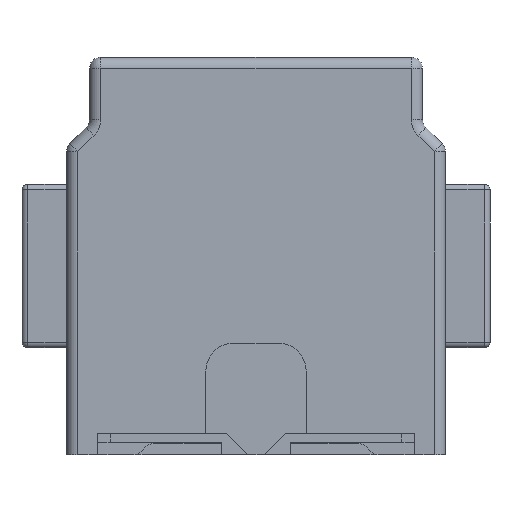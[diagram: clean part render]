
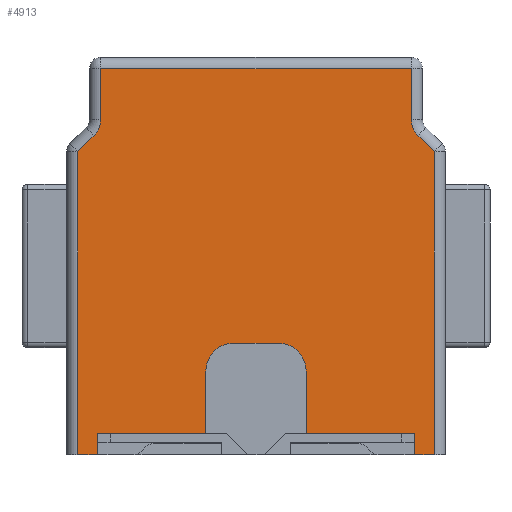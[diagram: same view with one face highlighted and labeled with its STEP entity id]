
A CAD part, left-side view. The second image highlights one B-rep face of the part: STEP entity #4913.
In plain terms, the highlighted planar face has unit normal (-1, 0, 0).
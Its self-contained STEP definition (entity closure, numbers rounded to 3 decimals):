
#263=PLANE('',#5405);
#549=FACE_OUTER_BOUND('',#839,.T.);
#839=EDGE_LOOP('',(#4455,#4456,#4457,#4458,#4459,#4460,#4461,#4462,#4463,
#4464,#4465,#4466,#4467,#4468,#4469,#4470,#4471,#4472,#4473,#4474));
#855=LINE('',#6902,#1343);
#865=LINE('',#6927,#1353);
#952=LINE('',#7217,#1440);
#958=LINE('',#7231,#1446);
#962=LINE('',#7238,#1450);
#968=LINE('',#7250,#1456);
#973=LINE('',#7261,#1461);
#1031=LINE('',#7382,#1519);
#1312=LINE('',#8266,#1800);
#1315=LINE('',#8296,#1803);
#1317=LINE('',#8314,#1805);
#1321=LINE('',#8326,#1809);
#1322=LINE('',#8328,#1810);
#1326=LINE('',#8336,#1814);
#1333=LINE('',#8347,#1821);
#1336=LINE('',#8352,#1824);
#1343=VECTOR('',#5431,1.12);
#1353=VECTOR('',#5451,1.12);
#1440=VECTOR('',#5754,1.95);
#1446=VECTOR('',#5764,0.38);
#1450=VECTOR('',#5770,1.95);
#1456=VECTOR('',#5780,0.38);
#1461=VECTOR('',#5789,0.35);
#1519=VECTOR('',#5881,0.35);
#1800=VECTOR('',#6742,0.414);
#1803=VECTOR('',#6785,5.58);
#1805=VECTOR('',#6809,0.917);
#1809=VECTOR('',#6825,0.414);
#1810=VECTOR('',#6828,5.437);
#1814=VECTOR('',#6840,0.917);
#1821=VECTOR('',#6855,5.437);
#1824=VECTOR('',#6862,0.8);
#1828=CIRCLE('',#4929,0.5);
#1830=CIRCLE('',#4934,0.5);
#2007=CIRCLE('',#5355,0.4);
#2026=CIRCLE('',#5386,0.4);
#2033=VERTEX_POINT('',#6892);
#2034=VERTEX_POINT('',#6894);
#2036=VERTEX_POINT('',#6900);
#2044=VERTEX_POINT('',#6920);
#2045=VERTEX_POINT('',#6922);
#2046=VERTEX_POINT('',#6926);
#2141=VERTEX_POINT('',#7215);
#2146=VERTEX_POINT('',#7229);
#2147=VERTEX_POINT('',#7230);
#2153=VERTEX_POINT('',#7249);
#2157=VERTEX_POINT('',#7259);
#2203=VERTEX_POINT('',#7381);
#2429=VERTEX_POINT('',#8244);
#2435=VERTEX_POINT('',#8259);
#2436=VERTEX_POINT('',#8261);
#2438=VERTEX_POINT('',#8274);
#2443=VERTEX_POINT('',#8289);
#2447=VERTEX_POINT('',#8308);
#2448=VERTEX_POINT('',#8310);
#2449=VERTEX_POINT('',#8317);
#2453=EDGE_CURVE('',#2033,#2034,#1828,.F.);
#2457=EDGE_CURVE('',#2033,#2036,#855,.T.);
#2467=EDGE_CURVE('',#2044,#2045,#1830,.F.);
#2469=EDGE_CURVE('',#2046,#2045,#865,.T.);
#2612=EDGE_CURVE('',#2036,#2141,#952,.T.);
#2618=EDGE_CURVE('',#2146,#2147,#958,.T.);
#2622=EDGE_CURVE('',#2147,#2046,#962,.T.);
#2628=EDGE_CURVE('',#2141,#2153,#968,.T.);
#2634=EDGE_CURVE('',#2153,#2157,#973,.T.);
#2695=EDGE_CURVE('',#2203,#2146,#1031,.T.);
#3099=EDGE_CURVE('',#2435,#2436,#2007,.T.);
#3102=EDGE_CURVE('',#2429,#2435,#1312,.T.);
#3117=EDGE_CURVE('',#2438,#2443,#1315,.T.);
#3124=EDGE_CURVE('',#2447,#2448,#2026,.T.);
#3126=EDGE_CURVE('',#2443,#2447,#1317,.T.);
#3133=EDGE_CURVE('',#2448,#2449,#1321,.T.);
#3134=EDGE_CURVE('',#2449,#2157,#1322,.T.);
#3138=EDGE_CURVE('',#2436,#2438,#1326,.T.);
#3145=EDGE_CURVE('',#2203,#2429,#1333,.T.);
#3148=EDGE_CURVE('',#2044,#2034,#1336,.T.);
#4455=ORIENTED_EDGE('',*,*,#2622,.T.);
#4456=ORIENTED_EDGE('',*,*,#2469,.T.);
#4457=ORIENTED_EDGE('',*,*,#2467,.F.);
#4458=ORIENTED_EDGE('',*,*,#3148,.T.);
#4459=ORIENTED_EDGE('',*,*,#2453,.F.);
#4460=ORIENTED_EDGE('',*,*,#2457,.T.);
#4461=ORIENTED_EDGE('',*,*,#2612,.T.);
#4462=ORIENTED_EDGE('',*,*,#2628,.T.);
#4463=ORIENTED_EDGE('',*,*,#2634,.T.);
#4464=ORIENTED_EDGE('',*,*,#3134,.F.);
#4465=ORIENTED_EDGE('',*,*,#3133,.F.);
#4466=ORIENTED_EDGE('',*,*,#3124,.F.);
#4467=ORIENTED_EDGE('',*,*,#3126,.F.);
#4468=ORIENTED_EDGE('',*,*,#3117,.F.);
#4469=ORIENTED_EDGE('',*,*,#3138,.F.);
#4470=ORIENTED_EDGE('',*,*,#3099,.F.);
#4471=ORIENTED_EDGE('',*,*,#3102,.F.);
#4472=ORIENTED_EDGE('',*,*,#3145,.F.);
#4473=ORIENTED_EDGE('',*,*,#2695,.T.);
#4474=ORIENTED_EDGE('',*,*,#2618,.T.);
#4913=ADVANCED_FACE('',(#549),#263,.T.);
#4929=AXIS2_PLACEMENT_3D('',#6895,#5424,#5425);
#4934=AXIS2_PLACEMENT_3D('',#6923,#5446,#5447);
#5355=AXIS2_PLACEMENT_3D('',#8262,#6735,#6736);
#5386=AXIS2_PLACEMENT_3D('',#8311,#6803,#6804);
#5405=AXIS2_PLACEMENT_3D('',#8351,#6860,#6861);
#5424=DIRECTION('center_axis',(1.,0.,0.));
#5425=DIRECTION('ref_axis',(0.,-0.707,0.707));
#5431=DIRECTION('',(0.,0.,-1.));
#5446=DIRECTION('center_axis',(1.,0.,0.));
#5447=DIRECTION('ref_axis',(0.,0.707,0.707));
#5451=DIRECTION('',(0.,0.,1.));
#5754=DIRECTION('',(0.,-1.,0.));
#5764=DIRECTION('',(0.,0.,1.));
#5770=DIRECTION('',(0.,-1.,0.));
#5780=DIRECTION('',(0.,0.,-1.));
#5789=DIRECTION('',(0.,-1.,0.));
#5881=DIRECTION('',(0.,-1.,0.));
#6735=DIRECTION('center_axis',(-1.,0.,0.));
#6736=DIRECTION('ref_axis',(0.,-0.924,-0.383));
#6742=DIRECTION('',(0.,-0.707,0.707));
#6785=DIRECTION('',(0.,-1.,0.));
#6803=DIRECTION('center_axis',(-1.,0.,0.));
#6804=DIRECTION('ref_axis',(0.,0.924,-0.383));
#6809=DIRECTION('',(0.,0.,-1.));
#6825=DIRECTION('',(0.,-0.707,-0.707));
#6828=DIRECTION('',(0.,0.,-1.));
#6840=DIRECTION('',(0.,0.,1.));
#6855=DIRECTION('',(0.,0.,1.));
#6860=DIRECTION('center_axis',(-1.,0.,0.));
#6861=DIRECTION('ref_axis',(0.,-1.,0.));
#6862=DIRECTION('',(0.,-1.,0.));
#6892=CARTESIAN_POINT('',(0.,2.5,1.5));
#6894=CARTESIAN_POINT('',(0.,3.,2.));
#6895=CARTESIAN_POINT('Origin',(0.,3.,1.5));
#6900=CARTESIAN_POINT('',(0.,2.5,0.38));
#6902=CARTESIAN_POINT('',(0.,2.5,0.));
#6920=CARTESIAN_POINT('',(0.,3.8,2.));
#6922=CARTESIAN_POINT('',(0.,4.3,1.5));
#6923=CARTESIAN_POINT('Origin',(0.,3.8,1.5));
#6926=CARTESIAN_POINT('',(0.,4.3,0.38));
#6927=CARTESIAN_POINT('',(0.,4.3,1.));
#7215=CARTESIAN_POINT('',(0.,0.55,0.38));
#7217=CARTESIAN_POINT('',(0.,3.675,0.38));
#7229=CARTESIAN_POINT('',(0.,6.25,0.));
#7230=CARTESIAN_POINT('',(0.,6.25,0.38));
#7231=CARTESIAN_POINT('',(0.,6.25,0.19));
#7238=CARTESIAN_POINT('',(0.,5.175,0.38));
#7249=CARTESIAN_POINT('',(0.,0.55,0.));
#7250=CARTESIAN_POINT('',(0.,0.55,0.));
#7259=CARTESIAN_POINT('',(0.,0.2,0.));
#7261=CARTESIAN_POINT('',(0.,6.8,0.));
#7381=CARTESIAN_POINT('',(0.,6.6,0.));
#7382=CARTESIAN_POINT('',(0.,6.8,0.));
#8244=CARTESIAN_POINT('',(0.,6.6,5.437));
#8259=CARTESIAN_POINT('',(0.,6.307,5.73));
#8261=CARTESIAN_POINT('',(0.,6.19,6.013));
#8262=CARTESIAN_POINT('Origin',(0.,6.59,6.013));
#8266=CARTESIAN_POINT('',(0.,7.936,4.101));
#8274=CARTESIAN_POINT('',(0.,6.19,6.93));
#8289=CARTESIAN_POINT('',(0.,0.61,6.93));
#8296=CARTESIAN_POINT('',(0.,5.1,6.93));
#8308=CARTESIAN_POINT('',(0.,0.61,6.013));
#8310=CARTESIAN_POINT('',(0.,0.493,5.73));
#8311=CARTESIAN_POINT('Origin',(0.,0.21,
6.013));
#8314=CARTESIAN_POINT('',(0.,0.61,2.965));
#8317=CARTESIAN_POINT('',(0.,0.2,5.437));
#8326=CARTESIAN_POINT('',(0.,0.564,5.801));
#8328=CARTESIAN_POINT('',(0.,0.2,0.));
#8336=CARTESIAN_POINT('',(0.,6.19,3.565));
#8347=CARTESIAN_POINT('',(0.,6.6,0.));
#8351=CARTESIAN_POINT('Origin',(0.,6.8,0.));
#8352=CARTESIAN_POINT('',(0.,4.65,2.));
